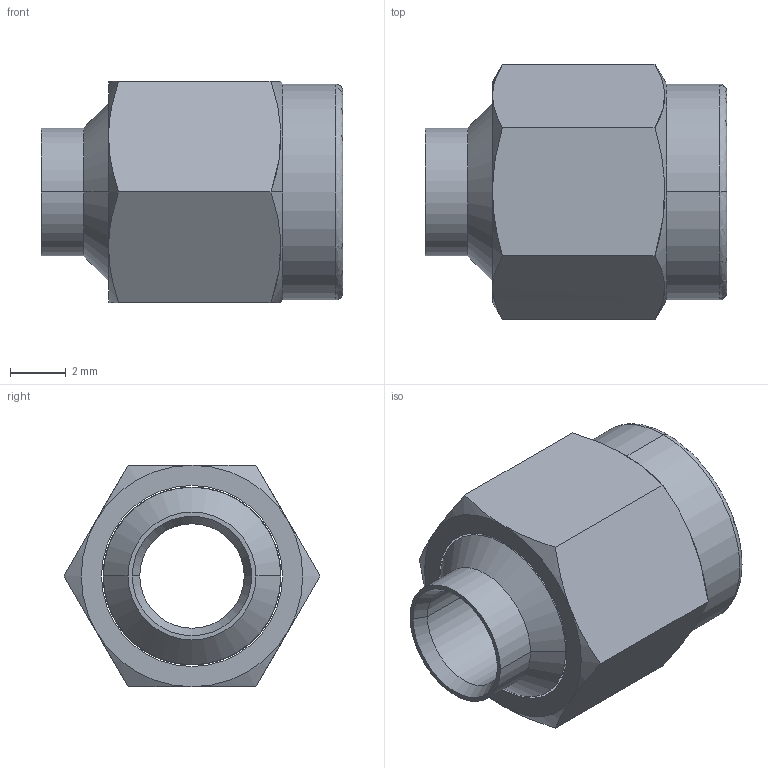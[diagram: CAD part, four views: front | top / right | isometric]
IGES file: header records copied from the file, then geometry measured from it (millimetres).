
Start section:  PTC IGES file: 901-9201-1A_REV-D.igs
Global section: file name: 901-9201-1A_REV-D.igs; native system: Pro/ENGINEER by Parametric Technology Corporation; preprocessor: 2008010; author: clementlazer; organization: Unknown; date: 20090911.134126; units: inch
Bounding box: 10.79 x 9.15 x 7.92 mm (x, y, z)
Surface area: 604.2 mm2 (no closed solid volume)
Topology: 0 solids, 0 shells, 54 faces, 238 edges, 238 vertices
Faces by surface type: revolution 40, bspline 14
